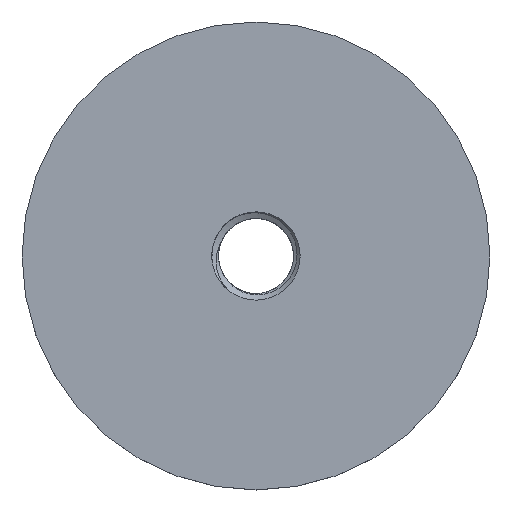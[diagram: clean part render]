
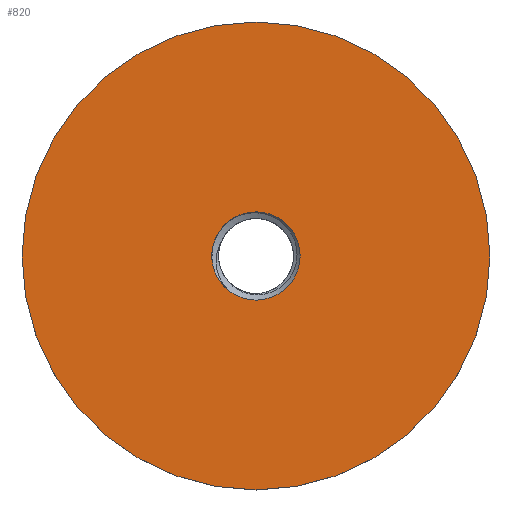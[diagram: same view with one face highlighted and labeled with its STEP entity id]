
A CAD part, top view. The second image highlights one B-rep face of the part: STEP entity #820.
In plain terms, the highlighted planar face has unit normal (0, 0, 1).
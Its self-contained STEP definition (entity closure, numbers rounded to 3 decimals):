
#61=PLANE('',#15602);
#616=FACE_BOUND('',#2480,.T.);
#617=FACE_BOUND('',#2481,.T.);
#820=ADVANCED_FACE('',(#616,#617),#61,.F.);
#2480=EDGE_LOOP('',(#8814,#8815));
#2481=EDGE_LOOP('',(#8816));
#8814=ORIENTED_EDGE('',*,*,#14286,.T.);
#8815=ORIENTED_EDGE('',*,*,#14287,.F.);
#8816=ORIENTED_EDGE('',*,*,#14288,.F.);
#12465=VERTEX_POINT('',#23644);
#12466=VERTEX_POINT('',#23645);
#12467=VERTEX_POINT('',#23648);
#14286=EDGE_CURVE('',#12465,#12466,#15033,.T.);
#14287=EDGE_CURVE('',#12465,#12466,#15034,.T.);
#14288=EDGE_CURVE('',#12467,#12467,#15035,.T.);
#15033=CIRCLE('',#15599,4.);
#15034=CIRCLE('',#15600,4.);
#15035=CIRCLE('',#15601,21.2);
#15599=AXIS2_PLACEMENT_3D('',#23643,#18712,#18713);
#15600=AXIS2_PLACEMENT_3D('',#23646,#18714,#18715);
#15601=AXIS2_PLACEMENT_3D('',#23647,#18716,#18717);
#15602=AXIS2_PLACEMENT_3D('',#23649,#18718,#18719);
#18712=DIRECTION('',(0.,0.,-1.));
#18713=DIRECTION('',(-1.,0.,0.));
#18714=DIRECTION('',(0.,0.,1.));
#18715=DIRECTION('',(-1.,0.,0.));
#18716=DIRECTION('',(0.,0.,-1.));
#18717=DIRECTION('',(1.,0.,0.));
#18718=DIRECTION('',(0.,0.,-1.));
#18719=DIRECTION('',(-1.,0.,0.));
#23643=CARTESIAN_POINT('',(0.,0.,3.));
#23644=CARTESIAN_POINT('',(-2.558,3.075,3.));
#23645=CARTESIAN_POINT('',(-2.558,-3.075,3.));
#23646=CARTESIAN_POINT('',(0.,0.,3.));
#23647=CARTESIAN_POINT('',(0.,0.,3.));
#23648=CARTESIAN_POINT('',(21.2,0.,3.));
#23649=CARTESIAN_POINT('',(0.,0.,3.));
